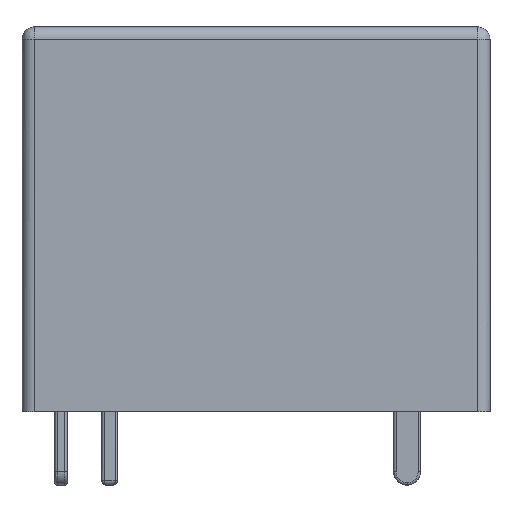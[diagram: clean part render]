
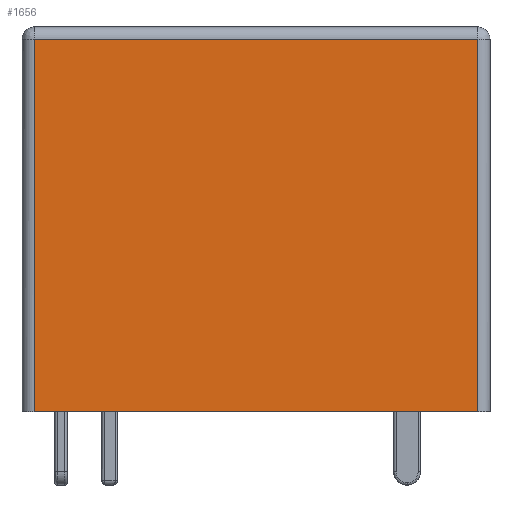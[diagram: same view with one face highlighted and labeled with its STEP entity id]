
A CAD part, front view. The second image highlights one B-rep face of the part: STEP entity #1656.
In plain terms, the highlighted free-form (B-spline) face has degree [1, 1] with [2, 2] control points.
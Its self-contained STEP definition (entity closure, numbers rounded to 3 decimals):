
#1656 = ADVANCED_FACE('',(#1657),#1687,.F.);
#1657 = FACE_BOUND('',#1658,.T.);
#1658 = EDGE_LOOP('',(#1659,#1668,#1675,#1682));
#1659 = ORIENTED_EDGE('',*,*,#1660,.T.);
#1660 = EDGE_CURVE('',#1661,#1663,#1665,.T.);
#1661 = VERTEX_POINT('',#1662);
#1662 = CARTESIAN_POINT('',(9.1,-7.905,18.345));
#1663 = VERTEX_POINT('',#1664);
#1664 = CARTESIAN_POINT('',(-9.1,-7.905,18.345));
#1665 = B_SPLINE_CURVE_WITH_KNOTS('',1,(#1666,#1667),.UNSPECIFIED.,.F.,
  .F.,(2,2),(-18.7,-0.5),.PIECEWISE_BEZIER_KNOTS.);
#1666 = CARTESIAN_POINT('',(9.1,-7.905,18.345));
#1667 = CARTESIAN_POINT('',(-9.1,-7.905,18.345));
#1668 = ORIENTED_EDGE('',*,*,#1669,.T.);
#1669 = EDGE_CURVE('',#1663,#1670,#1672,.T.);
#1670 = VERTEX_POINT('',#1671);
#1671 = CARTESIAN_POINT('',(-9.1,-7.905,3.045));
#1672 = B_SPLINE_CURVE_WITH_KNOTS('',1,(#1673,#1674),.UNSPECIFIED.,.F.,
  .F.,(2,2),(0.5,15.8),.PIECEWISE_BEZIER_KNOTS.);
#1673 = CARTESIAN_POINT('',(-9.1,-7.905,18.345));
#1674 = CARTESIAN_POINT('',(-9.1,-7.905,3.045));
#1675 = ORIENTED_EDGE('',*,*,#1676,.T.);
#1676 = EDGE_CURVE('',#1670,#1677,#1679,.T.);
#1677 = VERTEX_POINT('',#1678);
#1678 = CARTESIAN_POINT('',(9.1,-7.905,3.045));
#1679 = B_SPLINE_CURVE_WITH_KNOTS('',1,(#1680,#1681),.UNSPECIFIED.,.F.,
  .F.,(2,2),(0.5,18.7),.PIECEWISE_BEZIER_KNOTS.);
#1680 = CARTESIAN_POINT('',(-9.1,-7.905,3.045));
#1681 = CARTESIAN_POINT('',(9.1,-7.905,3.045));
#1682 = ORIENTED_EDGE('',*,*,#1683,.T.);
#1683 = EDGE_CURVE('',#1677,#1661,#1684,.T.);
#1684 = B_SPLINE_CURVE_WITH_KNOTS('',1,(#1685,#1686),.UNSPECIFIED.,.F.,
  .F.,(2,2),(-15.8,-0.5),.PIECEWISE_BEZIER_KNOTS.);
#1685 = CARTESIAN_POINT('',(9.1,-7.905,3.045));
#1686 = CARTESIAN_POINT('',(9.1,-7.905,18.345));
#1687 = B_SPLINE_SURFACE_WITH_KNOTS('',1,1,(
    (#1688,#1689)
    ,(#1690,#1691
    )),.UNSPECIFIED.,.F.,.F.,.F.,(2,2),(2,2),(-18.7,-0.5),(-15.8,-0.5),
  .PIECEWISE_BEZIER_KNOTS.);
#1688 = CARTESIAN_POINT('',(9.1,-7.905,3.045));
#1689 = CARTESIAN_POINT('',(9.1,-7.905,18.345));
#1690 = CARTESIAN_POINT('',(-9.1,-7.905,3.045));
#1691 = CARTESIAN_POINT('',(-9.1,-7.905,18.345));
